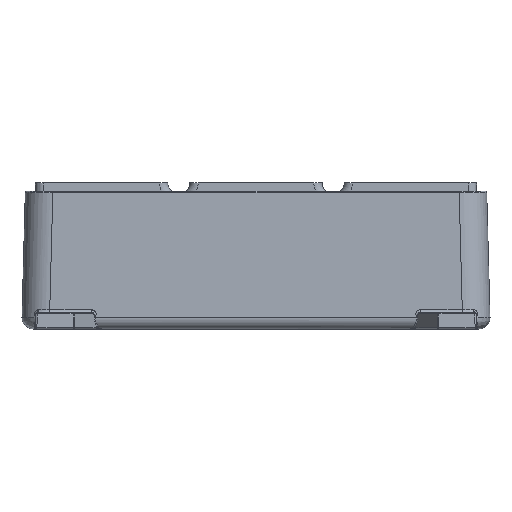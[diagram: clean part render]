
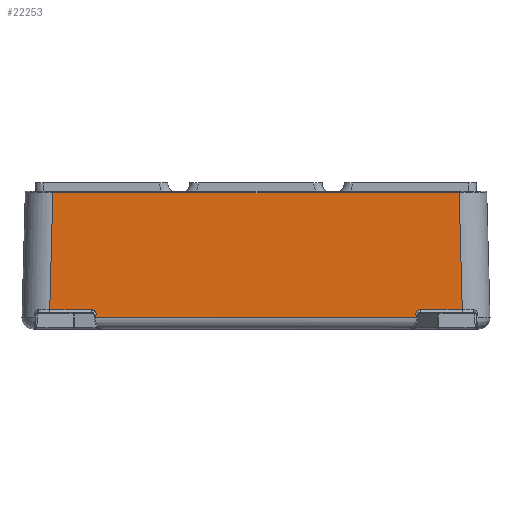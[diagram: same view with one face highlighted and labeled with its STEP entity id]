
A CAD part, front view. The second image highlights one B-rep face of the part: STEP entity #22253.
In plain terms, the highlighted planar face has unit normal (0, -1, 0.026).
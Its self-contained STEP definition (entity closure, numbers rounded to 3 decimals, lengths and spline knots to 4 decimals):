
#282=ELLIPSE('',#23730,0.1083,0.0938);
#285=ELLIPSE('',#23742,0.1083,0.0938);
#698=LINE('',#36969,#1784);
#849=LINE('',#38339,#1935);
#850=LINE('',#38364,#1936);
#852=LINE('',#38395,#1938);
#890=LINE('',#39330,#1976);
#891=LINE('',#39333,#1977);
#892=LINE('',#39335,#1978);
#893=LINE('',#39336,#1979);
#1784=VECTOR('',#27025,0.0358);
#1935=VECTOR('',#27658,0.9444);
#1936=VECTOR('',#27665,0.0358);
#1938=VECTOR('',#27681,0.9444);
#1976=VECTOR('',#27983,7.2835);
#1977=VECTOR('',#27986,2.6605);
#1978=VECTOR('',#27987,9.2134);
#1979=VECTOR('',#27988,2.6605);
#2708=PLANE('',#24122);
#3986=FACE_OUTER_BOUND('',#5520,.T.);
#5520=EDGE_LOOP('',(#15389,#15390,#15391,#15392,#15393,#15394,#15395,#15396,
#15397,#15398));
#9029=VERTEX_POINT('',#36728);
#9036=VERTEX_POINT('',#36788);
#9045=VERTEX_POINT('',#36947);
#9048=VERTEX_POINT('',#36968);
#9051=VERTEX_POINT('',#37005);
#9301=VERTEX_POINT('',#38337);
#9302=VERTEX_POINT('',#38362);
#9304=VERTEX_POINT('',#38391);
#9341=VERTEX_POINT('',#39332);
#9342=VERTEX_POINT('',#39334);
#11040=EDGE_CURVE('',#9029,#9036,#282,.T.);
#11055=EDGE_CURVE('',#9045,#9048,#698,.T.);
#11060=EDGE_CURVE('',#9051,#9045,#285,.T.);
#11408=EDGE_CURVE('',#9036,#9301,#849,.T.);
#11411=EDGE_CURVE('',#9302,#9029,#850,.T.);
#11417=EDGE_CURVE('',#9304,#9051,#852,.T.);
#11537=EDGE_CURVE('',#9048,#9302,#890,.T.);
#11538=EDGE_CURVE('',#9341,#9304,#891,.T.);
#11539=EDGE_CURVE('',#9342,#9341,#892,.T.);
#11540=EDGE_CURVE('',#9301,#9342,#893,.T.);
#15389=ORIENTED_EDGE('',*,*,#11040,.F.);
#15390=ORIENTED_EDGE('',*,*,#11411,.F.);
#15391=ORIENTED_EDGE('',*,*,#11537,.F.);
#15392=ORIENTED_EDGE('',*,*,#11055,.F.);
#15393=ORIENTED_EDGE('',*,*,#11060,.F.);
#15394=ORIENTED_EDGE('',*,*,#11417,.F.);
#15395=ORIENTED_EDGE('',*,*,#11538,.F.);
#15396=ORIENTED_EDGE('',*,*,#11539,.F.);
#15397=ORIENTED_EDGE('',*,*,#11540,.F.);
#15398=ORIENTED_EDGE('',*,*,#11408,.F.);
#22253=ADVANCED_FACE('',(#3986),#2708,.T.);
#23730=AXIS2_PLACEMENT_3D('',#36789,#27005,#27006);
#23742=AXIS2_PLACEMENT_3D('',#37007,#27033,#27034);
#24122=AXIS2_PLACEMENT_3D('',#39331,#27984,#27985);
#27005=DIRECTION('center_axis',(0.,-1.,
0.026));
#27006=DIRECTION('ref_axis',(0.999,0.001,0.045));
#27025=DIRECTION('',(-0.015,-0.026,-1.));
#27033=DIRECTION('center_axis',(0.,-1.,
0.026));
#27034=DIRECTION('ref_axis',(-0.999,0.001,0.045));
#27658=DIRECTION('',(-1.,0.,0.));
#27665=DIRECTION('',(-0.015,0.026,1.));
#27681=DIRECTION('',(-1.,0.,0.));
#27983=DIRECTION('',(-1.,0.,0.));
#27984=DIRECTION('center_axis',(0.,-1.,
0.026));
#27985=DIRECTION('ref_axis',(-1.,0.,0.));
#27986=DIRECTION('',(0.026,-0.026,-0.999));
#27987=DIRECTION('',(1.,0.,0.));
#27988=DIRECTION('',(0.026,0.026,0.999));
#36728=CARTESIAN_POINT('',(-0.1423,-7.7423,-3.0826));
#36788=CARTESIAN_POINT('',(-0.2319,-7.7386,-2.9391));
#36789=CARTESIAN_POINT('Origin',(-0.2333,-7.741,-3.0329));
#36947=CARTESIAN_POINT('',(7.1423,-7.7423,-3.0826));
#36968=CARTESIAN_POINT('',(7.1417,-7.7433,-3.1185));
#36969=CARTESIAN_POINT('',(7.1609,-7.7102,-1.8535));
#37005=CARTESIAN_POINT('',(7.2319,-7.7386,-2.9391));
#37007=CARTESIAN_POINT('Origin',(7.2333,-7.741,-3.0329));
#38337=CARTESIAN_POINT('',(-1.1763,-7.7386,-2.9391));
#38339=CARTESIAN_POINT('',(0.4923,-7.7386,-2.9391));
#38362=CARTESIAN_POINT('',(-0.1417,-7.7433,-3.1185));
#38364=CARTESIAN_POINT('',(-0.1611,-7.7097,-1.8351));
#38391=CARTESIAN_POINT('',(8.1763,-7.7386,-2.9391));
#38395=CARTESIAN_POINT('',(4.8202,-7.7386,-2.9391));
#39330=CARTESIAN_POINT('',(4.4063,-7.7433,-3.1185));
#39331=CARTESIAN_POINT('Origin',(1.8125,-7.6682,-0.2511));
#39332=CARTESIAN_POINT('',(8.1067,-7.669,-0.2804));
#39333=CARTESIAN_POINT('',(8.1004,-7.6627,-0.0424));
#39334=CARTESIAN_POINT('',(-1.1067,-7.669,-0.2804));
#39335=CARTESIAN_POINT('',(0.9063,-7.669,-0.2804));
#39336=CARTESIAN_POINT('',(-1.1034,-7.6657,-0.1551));
